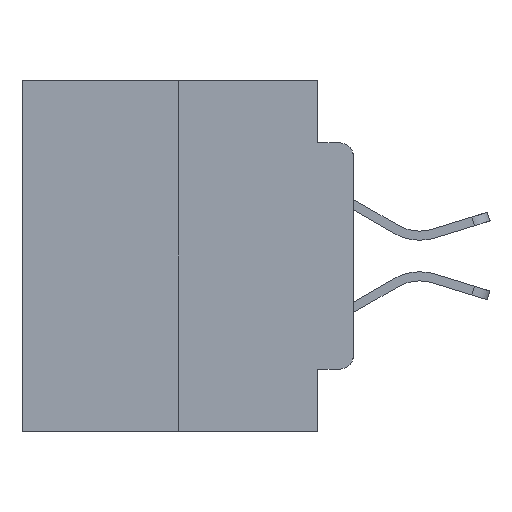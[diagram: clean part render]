
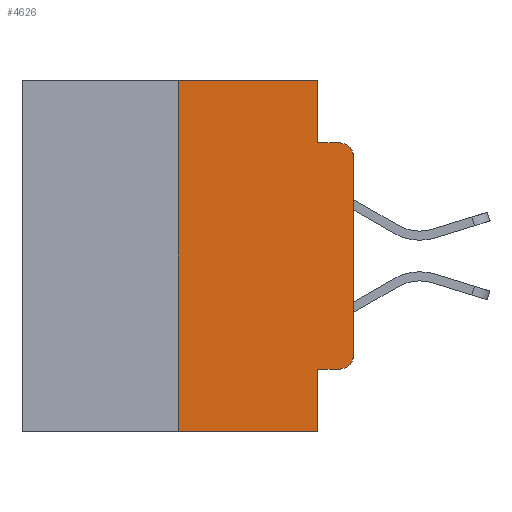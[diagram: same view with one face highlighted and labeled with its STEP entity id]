
A CAD part, left-side view. The second image highlights one B-rep face of the part: STEP entity #4626.
In plain terms, the highlighted planar face has unit normal (-1, 0, 0).
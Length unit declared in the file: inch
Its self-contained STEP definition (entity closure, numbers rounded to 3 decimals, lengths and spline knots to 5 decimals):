
#46 = VECTOR ( 'NONE', #6724, 39.37008 ) ;
#107 = DIRECTION ( 'NONE',  ( -1., 0., 0. ) ) ;
#841 = CARTESIAN_POINT ( 'NONE',  ( 0., 0.051, 0. ) ) ;
#1090 = EDGE_CURVE ( 'NONE', #19555, #16808, #23342, .T. ) ;
#1120 = VECTOR ( 'NONE', #20418, 39.37008 ) ;
#1134 = CARTESIAN_POINT ( 'NONE',  ( 0., 0., 0. ) ) ;
#1159 = CARTESIAN_POINT ( 'NONE',  ( 0., 0., -0.3915 ) ) ;
#1550 = DIRECTION ( 'NONE',  ( 0., -1., 0. ) ) ;
#1921 = DIRECTION ( 'NONE',  ( 0., 0., -1. ) ) ;
#2099 = ORIENTED_EDGE ( 'NONE', *, *, #25832, .F. ) ;
#2495 = ORIENTED_EDGE ( 'NONE', *, *, #17711, .T. ) ;
#2557 = VERTEX_POINT ( 'NONE', #1159 ) ;
#3379 = EDGE_CURVE ( 'NONE', #7824, #7324, #23270, .T. ) ;
#3501 = ORIENTED_EDGE ( 'NONE', *, *, #20444, .F. ) ;
#3863 = CARTESIAN_POINT ( 'NONE',  ( 0., 0.473, 0. ) ) ;
#4203 = ORIENTED_EDGE ( 'NONE', *, *, #23388, .F. ) ;
#4415 = CARTESIAN_POINT ( 'NONE',  ( 0., 0.051, -0.0885 ) ) ;
#4600 = VERTEX_POINT ( 'NONE', #4920 ) ;
#4626 = ADVANCED_FACE ( 'NONE', ( #9724 ), #11599, .F. ) ;
#4745 = DIRECTION ( 'NONE',  ( 0., 0., -1. ) ) ;
#4920 = CARTESIAN_POINT ( 'NONE',  ( 0., 0.02, -0.4115 ) ) ;
#5516 = VECTOR ( 'NONE', #4745, 39.37008 ) ;
#5922 = LINE ( 'NONE', #841, #26566 ) ;
#6088 = CARTESIAN_POINT ( 'NONE',  ( 0., 0.02, -0.0885 ) ) ;
#6724 = DIRECTION ( 'NONE',  ( 0., -1., 0. ) ) ;
#6895 = ORIENTED_EDGE ( 'NONE', *, *, #24498, .T. ) ;
#6916 = ORIENTED_EDGE ( 'NONE', *, *, #1090, .F. ) ;
#7020 = DIRECTION ( 'NONE',  ( 0., -1., 0. ) ) ;
#7324 = VERTEX_POINT ( 'NONE', #23634 ) ;
#7679 = VERTEX_POINT ( 'NONE', #4415 ) ;
#7760 = DIRECTION ( 'NONE',  ( 0., 0., 1. ) ) ;
#7824 = VERTEX_POINT ( 'NONE', #13563 ) ;
#9724 = FACE_OUTER_BOUND ( 'NONE', #17655, .T. ) ;
#10310 = CARTESIAN_POINT ( 'NONE',  ( 0., 0.051, -0.4115 ) ) ;
#10387 = CARTESIAN_POINT ( 'NONE',  ( 0., 0.25, 0. ) ) ;
#10509 = LINE ( 'NONE', #19537, #5516 ) ;
#11216 = ORIENTED_EDGE ( 'NONE', *, *, #19106, .F. ) ;
#11219 = CARTESIAN_POINT ( 'NONE',  ( 0., 0.02, -0.1085 ) ) ;
#11599 = PLANE ( 'NONE',  #18704 ) ;
#12295 = AXIS2_PLACEMENT_3D ( 'NONE', #13078, #107, #15158 ) ;
#12426 = VECTOR ( 'NONE', #1550, 39.37008 ) ;
#12576 = LINE ( 'NONE', #26378, #1120 ) ;
#12957 = VECTOR ( 'NONE', #7760, 39.37008 ) ;
#13078 = CARTESIAN_POINT ( 'NONE',  ( 0., 0.02, -0.3915 ) ) ;
#13157 = VERTEX_POINT ( 'NONE', #23924 ) ;
#13351 = DIRECTION ( 'NONE',  ( 0., 0., -1. ) ) ;
#13563 = CARTESIAN_POINT ( 'NONE',  ( 0., 0.25, -0.5 ) ) ;
#14498 = AXIS2_PLACEMENT_3D ( 'NONE', #11219, #25562, #13351 ) ;
#14907 = CARTESIAN_POINT ( 'NONE',  ( 0., 0.473, 0. ) ) ;
#15158 = DIRECTION ( 'NONE',  ( 0., 0., -1. ) ) ;
#15179 = DIRECTION ( 'NONE',  ( 1., 0., 0. ) ) ;
#16116 = ORIENTED_EDGE ( 'NONE', *, *, #3379, .T. ) ;
#16316 = EDGE_CURVE ( 'NONE', #25280, #4600, #17155, .T. ) ;
#16795 = CARTESIAN_POINT ( 'NONE',  ( 0., 0.25, 0. ) ) ;
#16808 = VERTEX_POINT ( 'NONE', #18204 ) ;
#17155 = LINE ( 'NONE', #19254, #46 ) ;
#17655 = EDGE_LOOP ( 'NONE', ( #6895, #18363, #2099, #3501, #6916, #4203, #16116, #11216, #18073, #2495 ) ) ;
#17711 = EDGE_CURVE ( 'NONE', #4600, #2557, #22470, .T. ) ;
#17921 = DIRECTION ( 'NONE',  ( 0., 0., -1. ) ) ;
#18073 = ORIENTED_EDGE ( 'NONE', *, *, #16316, .T. ) ;
#18204 = CARTESIAN_POINT ( 'NONE',  ( 0., 0.051, 0. ) ) ;
#18363 = ORIENTED_EDGE ( 'NONE', *, *, #23136, .T. ) ;
#18479 = LINE ( 'NONE', #1134, #12957 ) ;
#18704 = AXIS2_PLACEMENT_3D ( 'NONE', #14907, #15179, #1921 ) ;
#18827 = VERTEX_POINT ( 'NONE', #6088 ) ;
#19106 = EDGE_CURVE ( 'NONE', #25280, #7324, #10509, .T. ) ;
#19254 = CARTESIAN_POINT ( 'NONE',  ( 0., 0.051, -0.4115 ) ) ;
#19537 = CARTESIAN_POINT ( 'NONE',  ( 0., 0.051, 0. ) ) ;
#19555 = VERTEX_POINT ( 'NONE', #16795 ) ;
#20418 = DIRECTION ( 'NONE',  ( 0., -1., 0. ) ) ;
#20444 = EDGE_CURVE ( 'NONE', #16808, #7679, #5922, .T. ) ;
#21079 = CIRCLE ( 'NONE', #14498, 0.02 ) ;
#22019 = VECTOR ( 'NONE', #7020, 39.37008 ) ;
#22470 = CIRCLE ( 'NONE', #12295, 0.02 ) ;
#22828 = VECTOR ( 'NONE', #24751, 39.37008 ) ;
#23136 = EDGE_CURVE ( 'NONE', #13157, #18827, #21079, .T. ) ;
#23270 = LINE ( 'NONE', #27127, #22019 ) ;
#23342 = LINE ( 'NONE', #3863, #12426 ) ;
#23388 = EDGE_CURVE ( 'NONE', #7824, #19555, #23465, .T. ) ;
#23465 = LINE ( 'NONE', #10387, #22828 ) ;
#23634 = CARTESIAN_POINT ( 'NONE',  ( 0., 0.051, -0.5 ) ) ;
#23924 = CARTESIAN_POINT ( 'NONE',  ( 0., 0., -0.1085 ) ) ;
#24498 = EDGE_CURVE ( 'NONE', #2557, #13157, #18479, .T. ) ;
#24751 = DIRECTION ( 'NONE',  ( 0., 0., 1. ) ) ;
#25280 = VERTEX_POINT ( 'NONE', #10310 ) ;
#25562 = DIRECTION ( 'NONE',  ( -1., 0., 0. ) ) ;
#25832 = EDGE_CURVE ( 'NONE', #7679, #18827, #12576, .T. ) ;
#26378 = CARTESIAN_POINT ( 'NONE',  ( 0., 0.051, -0.0885 ) ) ;
#26566 = VECTOR ( 'NONE', #17921, 39.37008 ) ;
#27127 = CARTESIAN_POINT ( 'NONE',  ( 0., 0.473, -0.5 ) ) ;
